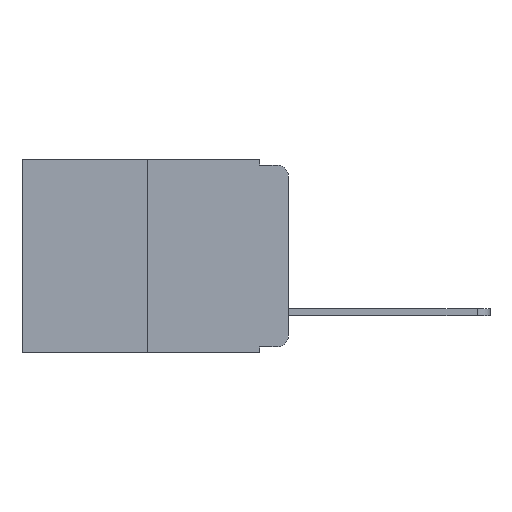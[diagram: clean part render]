
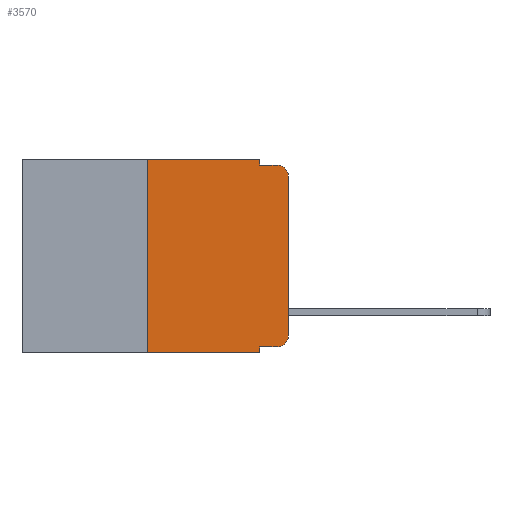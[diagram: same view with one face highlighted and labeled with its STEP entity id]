
A CAD part, left-side view. The second image highlights one B-rep face of the part: STEP entity #3570.
In plain terms, the highlighted planar face has unit normal (-1, 0, 0).
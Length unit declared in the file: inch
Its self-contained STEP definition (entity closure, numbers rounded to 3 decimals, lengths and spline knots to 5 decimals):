
#70 = CIRCLE ( 'NONE', #9263, 0.02 ) ;
#78 = ORIENTED_EDGE ( 'NONE', *, *, #7606, .F. ) ;
#251 = ORIENTED_EDGE ( 'NONE', *, *, #7610, .F. ) ;
#352 = VERTEX_POINT ( 'NONE', #10318 ) ;
#469 = VERTEX_POINT ( 'NONE', #616 ) ;
#616 = CARTESIAN_POINT ( 'NONE',  ( 0., 0.25, -0.343 ) ) ;
#694 = ORIENTED_EDGE ( 'NONE', *, *, #4665, .F. ) ;
#875 = ORIENTED_EDGE ( 'NONE', *, *, #7622, .F. ) ;
#1007 = VERTEX_POINT ( 'NONE', #5592 ) ;
#1034 = ORIENTED_EDGE ( 'NONE', *, *, #6511, .T. ) ;
#1244 = PLANE ( 'NONE',  #7741 ) ;
#1263 = LINE ( 'NONE', #4280, #9343 ) ;
#1275 = ORIENTED_EDGE ( 'NONE', *, *, #7645, .F. ) ;
#1280 = DIRECTION ( 'NONE',  ( -1., 0., 0. ) ) ;
#1344 = VERTEX_POINT ( 'NONE', #10512 ) ;
#1345 = VERTEX_POINT ( 'NONE', #4680 ) ;
#1618 = ORIENTED_EDGE ( 'NONE', *, *, #7646, .T. ) ;
#1733 = ORIENTED_EDGE ( 'NONE', *, *, #7665, .T. ) ;
#1759 = VERTEX_POINT ( 'NONE', #5625 ) ;
#2142 = VECTOR ( 'NONE', #8215, 39.37008 ) ;
#2359 = EDGE_LOOP ( 'NONE', ( #8883, #9085, #78, #251, #694, #875, #1034, #1275, #1618, #1733 ) ) ;
#2503 = VECTOR ( 'NONE', #6083, 39.37008 ) ;
#2841 = VECTOR ( 'NONE', #8835, 39.37008 ) ;
#2857 = CARTESIAN_POINT ( 'NONE',  ( 0., 0.051, 0. ) ) ;
#3364 = DIRECTION ( 'NONE',  ( 0., 0., -1. ) ) ;
#3570 = ADVANCED_FACE ( 'NONE', ( #9470 ), #1244, .F. ) ;
#3714 = VERTEX_POINT ( 'NONE', #7112 ) ;
#4280 = CARTESIAN_POINT ( 'NONE',  ( 0., 0., 0. ) ) ;
#4333 = DIRECTION ( 'NONE',  ( -1., 0., 0. ) ) ;
#4378 = CARTESIAN_POINT ( 'NONE',  ( 0., 0.051, -0.01 ) ) ;
#4413 = CARTESIAN_POINT ( 'NONE',  ( 0., 0.051, 0. ) ) ;
#4455 = CARTESIAN_POINT ( 'NONE',  ( 0., 0.473, 0. ) ) ;
#4665 = EDGE_CURVE ( 'NONE', #1759, #6628, #10388, .T. ) ;
#4680 = CARTESIAN_POINT ( 'NONE',  ( 0., 0.02, -0.01 ) ) ;
#4791 = CARTESIAN_POINT ( 'NONE',  ( 0., 0.473, -0.343 ) ) ;
#5187 = LINE ( 'NONE', #4791, #10116 ) ;
#5191 = LINE ( 'NONE', #4413, #10454 ) ;
#5254 = DIRECTION ( 'NONE',  ( 0., 0., 1. ) ) ;
#5592 = CARTESIAN_POINT ( 'NONE',  ( 0., 0.02, -0.333 ) ) ;
#5614 = DIRECTION ( 'NONE',  ( 0., -1., 0. ) ) ;
#5625 = CARTESIAN_POINT ( 'NONE',  ( 0., 0.25, 0. ) ) ;
#6020 = VERTEX_POINT ( 'NONE', #9873 ) ;
#6083 = DIRECTION ( 'NONE',  ( 0., 0., 1. ) ) ;
#6148 = DIRECTION ( 'NONE',  ( 0., 0., -1. ) ) ;
#6511 = EDGE_CURVE ( 'NONE', #469, #6020, #5187, .T. ) ;
#6628 = VERTEX_POINT ( 'NONE', #2857 ) ;
#6787 = VECTOR ( 'NONE', #8896, 39.37008 ) ;
#6808 = CARTESIAN_POINT ( 'NONE',  ( 0., 0.02, -0.313 ) ) ;
#7112 = CARTESIAN_POINT ( 'NONE',  ( 0., 0.051, -0.01 ) ) ;
#7121 = VERTEX_POINT ( 'NONE', #9106 ) ;
#7364 = LINE ( 'NONE', #4378, #2841 ) ;
#7536 = EDGE_CURVE ( 'NONE', #1344, #7121, #1263, .T. ) ;
#7537 = CARTESIAN_POINT ( 'NONE',  ( 0., 0.051, -0.333 ) ) ;
#7548 = EDGE_CURVE ( 'NONE', #7121, #1345, #70, .T. ) ;
#7559 = DIRECTION ( 'NONE',  ( 0., 0., -1. ) ) ;
#7580 = LINE ( 'NONE', #8161, #8956 ) ;
#7606 = EDGE_CURVE ( 'NONE', #3714, #1345, #7364, .T. ) ;
#7610 = EDGE_CURVE ( 'NONE', #6628, #3714, #7580, .T. ) ;
#7622 = EDGE_CURVE ( 'NONE', #469, #1759, #10287, .T. ) ;
#7645 = EDGE_CURVE ( 'NONE', #352, #6020, #5191, .T. ) ;
#7646 = EDGE_CURVE ( 'NONE', #352, #1007, #8752, .T. ) ;
#7665 = EDGE_CURVE ( 'NONE', #1007, #1344, #8537, .T. ) ;
#7741 = AXIS2_PLACEMENT_3D ( 'NONE', #9530, #10083, #6148 ) ;
#8161 = CARTESIAN_POINT ( 'NONE',  ( 0., 0.051, 0. ) ) ;
#8215 = DIRECTION ( 'NONE',  ( 0., -1., 0. ) ) ;
#8537 = CIRCLE ( 'NONE', #9177, 0.02 ) ;
#8752 = LINE ( 'NONE', #7537, #2142 ) ;
#8806 = CARTESIAN_POINT ( 'NONE',  ( 0., 0.02, -0.03 ) ) ;
#8835 = DIRECTION ( 'NONE',  ( 0., -1., 0. ) ) ;
#8883 = ORIENTED_EDGE ( 'NONE', *, *, #7536, .T. ) ;
#8896 = DIRECTION ( 'NONE',  ( 0., -1., 0. ) ) ;
#8956 = VECTOR ( 'NONE', #9449, 39.37008 ) ;
#9085 = ORIENTED_EDGE ( 'NONE', *, *, #7548, .T. ) ;
#9106 = CARTESIAN_POINT ( 'NONE',  ( 0., 0., -0.03 ) ) ;
#9177 = AXIS2_PLACEMENT_3D ( 'NONE', #6808, #1280, #7559 ) ;
#9263 = AXIS2_PLACEMENT_3D ( 'NONE', #8806, #4333, #9423 ) ;
#9343 = VECTOR ( 'NONE', #5254, 39.37008 ) ;
#9423 = DIRECTION ( 'NONE',  ( 0., 0., -1. ) ) ;
#9449 = DIRECTION ( 'NONE',  ( 0., 0., -1. ) ) ;
#9470 = FACE_OUTER_BOUND ( 'NONE', #2359, .T. ) ;
#9530 = CARTESIAN_POINT ( 'NONE',  ( 0., 0.473, 0. ) ) ;
#9873 = CARTESIAN_POINT ( 'NONE',  ( 0., 0.051, -0.343 ) ) ;
#10030 = CARTESIAN_POINT ( 'NONE',  ( 0., 0.25, 0. ) ) ;
#10083 = DIRECTION ( 'NONE',  ( 1., 0., 0. ) ) ;
#10116 = VECTOR ( 'NONE', #5614, 39.37008 ) ;
#10287 = LINE ( 'NONE', #10030, #2503 ) ;
#10318 = CARTESIAN_POINT ( 'NONE',  ( 0., 0.051, -0.333 ) ) ;
#10388 = LINE ( 'NONE', #4455, #6787 ) ;
#10454 = VECTOR ( 'NONE', #3364, 39.37008 ) ;
#10512 = CARTESIAN_POINT ( 'NONE',  ( 0., 0., -0.313 ) ) ;
